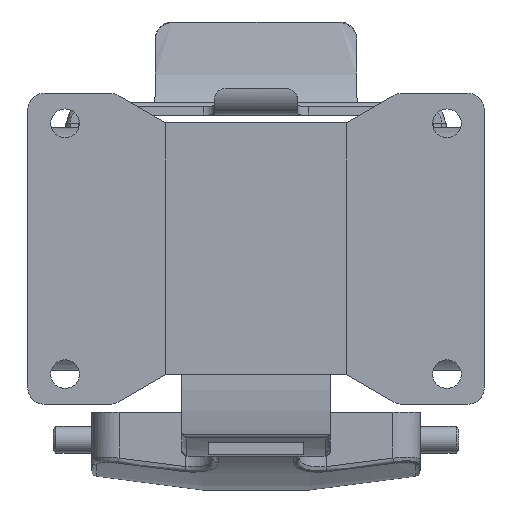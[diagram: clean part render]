
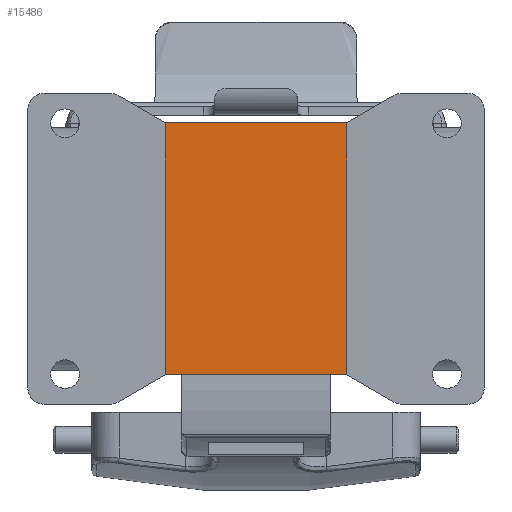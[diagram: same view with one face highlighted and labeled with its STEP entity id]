
A CAD part, front view. The second image highlights one B-rep face of the part: STEP entity #15486.
In plain terms, the highlighted planar face has unit normal (0, -1, 0).
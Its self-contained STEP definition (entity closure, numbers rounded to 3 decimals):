
#1676 = EDGE_CURVE ( 'NONE', #7382, #11740, #6758, .T. ) ;
#2017 = CARTESIAN_POINT ( 'NONE',  ( 25.1, -72.25, 16.81 ) ) ;
#3951 = ORIENTED_EDGE ( 'NONE', *, *, #16940, .F. ) ;
#4003 = DIRECTION ( 'NONE',  ( 0., 0., 1. ) ) ;
#4329 = LINE ( 'NONE', #12470, #15181 ) ;
#5398 = DIRECTION ( 'NONE',  ( 0., 0., -1. ) ) ;
#6345 = DIRECTION ( 'NONE',  ( 1., 0., 0. ) ) ;
#6563 = CARTESIAN_POINT ( 'NONE',  ( -16.62, -72.25, -23.071 ) ) ;
#6758 = LINE ( 'NONE', #18222, #16884 ) ;
#6856 = DIRECTION ( 'NONE',  ( 0., 0., -1. ) ) ;
#7382 = VERTEX_POINT ( 'NONE', #10719 ) ;
#9697 = CARTESIAN_POINT ( 'NONE',  ( -16.62, -72.25, 23.071 ) ) ;
#9720 = CARTESIAN_POINT ( 'NONE',  ( 16.62, -72.25, -23.071 ) ) ;
#10719 = CARTESIAN_POINT ( 'NONE',  ( 16.62, -72.25, 23.071 ) ) ;
#11626 = LINE ( 'NONE', #13052, #21030 ) ;
#11740 = VERTEX_POINT ( 'NONE', #9720 ) ;
#11779 = EDGE_CURVE ( 'NONE', #11740, #18317, #11978, .T. ) ;
#11978 = LINE ( 'NONE', #20963, #21954 ) ;
#12470 = CARTESIAN_POINT ( 'NONE',  ( 25.1, -72.25, 23.071 ) ) ;
#13052 = CARTESIAN_POINT ( 'NONE',  ( -16.62, -72.25, 16.81 ) ) ;
#13363 = ORIENTED_EDGE ( 'NONE', *, *, #11779, .F. ) ;
#13411 = ORIENTED_EDGE ( 'NONE', *, *, #24092, .T. ) ;
#15181 = VECTOR ( 'NONE', #6345, 1000. ) ;
#15486 = ADVANCED_FACE ( 'NONE', ( #17535 ), #17328, .F. ) ;
#15507 = DIRECTION ( 'NONE',  ( 0., 1., 0. ) ) ;
#15955 = AXIS2_PLACEMENT_3D ( 'NONE', #2017, #15507, #4003 ) ;
#16692 = EDGE_LOOP ( 'NONE', ( #3951, #13411, #13363, #17997 ) ) ;
#16884 = VECTOR ( 'NONE', #6856, 1000. ) ;
#16940 = EDGE_CURVE ( 'NONE', #23709, #7382, #4329, .T. ) ;
#17328 = PLANE ( 'NONE',  #15955 ) ;
#17535 = FACE_OUTER_BOUND ( 'NONE', #16692, .T. ) ;
#17997 = ORIENTED_EDGE ( 'NONE', *, *, #1676, .F. ) ;
#18222 = CARTESIAN_POINT ( 'NONE',  ( 16.62, -72.25, 16.81 ) ) ;
#18317 = VERTEX_POINT ( 'NONE', #6563 ) ;
#20963 = CARTESIAN_POINT ( 'NONE',  ( 25.1, -72.25, -23.071 ) ) ;
#21030 = VECTOR ( 'NONE', #5398, 1000. ) ;
#21954 = VECTOR ( 'NONE', #22918, 1000. ) ;
#22918 = DIRECTION ( 'NONE',  ( -1., 0., 0. ) ) ;
#23709 = VERTEX_POINT ( 'NONE', #9697 ) ;
#24092 = EDGE_CURVE ( 'NONE', #23709, #18317, #11626, .T. ) ;
